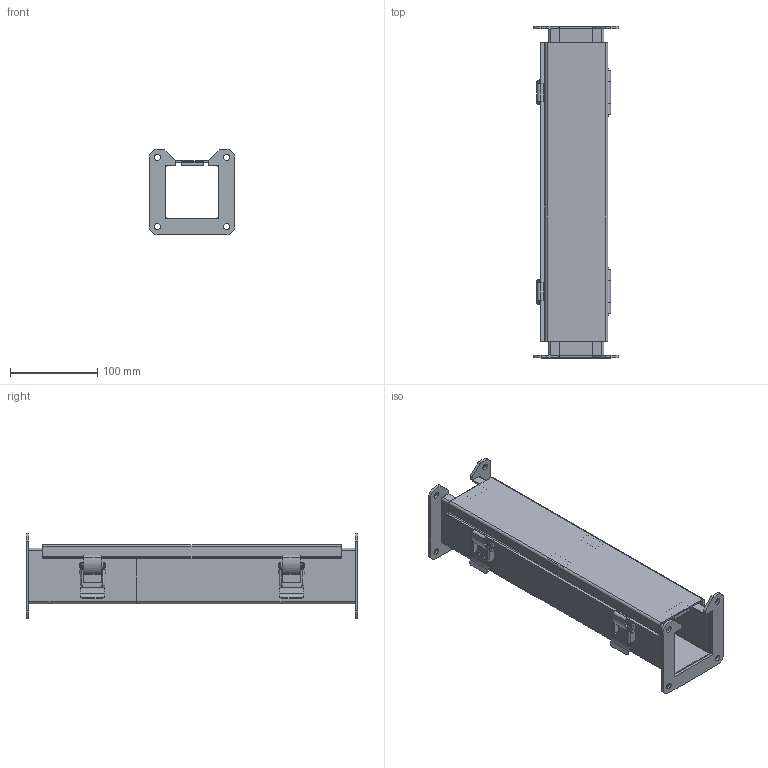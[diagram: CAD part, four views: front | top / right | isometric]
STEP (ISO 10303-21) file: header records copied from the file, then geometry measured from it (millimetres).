
FILE_DESCRIPTION (( 'STEP AP203' ), '1' );
FILE_NAME ('1485BW1.step', '2020-11-19T14:30:35', ( 'ADC123' ), ( 'Microsoft' ), 'SwSTEP 2.0', 'SolidWorks 2019', '' );
FILE_SCHEMA (( 'CONFIG_CONTROL_DESIGN' ));
Length unit declared in the file: inch
Products named in the file (1): 1485BW1
Bounding box: 98.42 x 381 x 98.44 mm (x, y, z)
Volume: 259516.9 mm3; surface area: 281262.6 mm2
Topology: 21 solids, 21 shells, 402 faces, 1035 edges, 679 vertices
Faces by surface type: plane 244, cylinder 146, sphere 8, bspline 4
Full cylindrical faces by diameter (mm): 3.175 x4, 4.013 x4, 4.115 x4, 4.166 x4, 7.137 x8
Entity records: 12247 total; most frequent: CARTESIAN_POINT 2291, DIRECTION 2078, ORIENTED_EDGE 1984, EDGE_CURVE 992, AXIS2_PLACEMENT_3D 695, VECTOR 688, LINE 688, VERTEX_POINT 668
